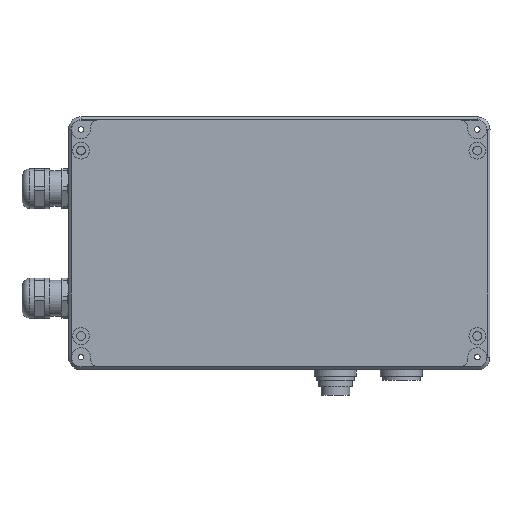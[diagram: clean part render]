
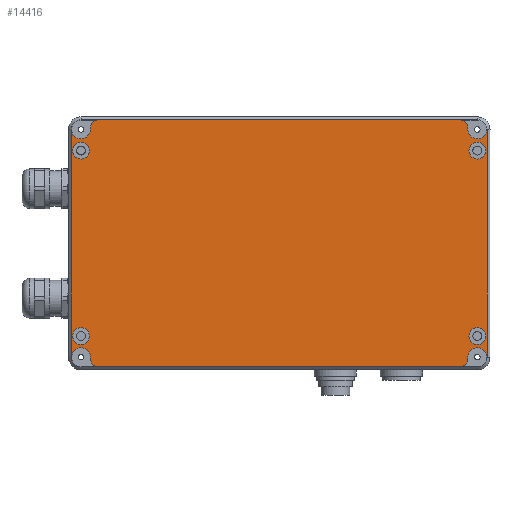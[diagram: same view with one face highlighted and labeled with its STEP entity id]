
A CAD part, front view. The second image highlights one B-rep face of the part: STEP entity #14416.
In plain terms, the highlighted planar face has unit normal (0, -1, 0).
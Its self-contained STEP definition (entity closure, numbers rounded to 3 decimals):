
#151=PLANE($,#15504);
#751=FACE_BOUND($,#1985,.T.);
#752=FACE_BOUND($,#1986,.T.);
#753=FACE_BOUND($,#1987,.T.);
#754=FACE_BOUND($,#1988,.T.);
#755=FACE_BOUND($,#1989,.T.);
#756=FACE_BOUND($,#1990,.T.);
#757=FACE_BOUND($,#1991,.T.);
#758=FACE_BOUND($,#1992,.T.);
#1005=FACE_OUTER_BOUND($,#1984,.T.);
#1984=EDGE_LOOP($,(#10286,#10287,#10288,#10289,#10290,#10291,#10292,#10293));
#1985=EDGE_LOOP($,(#10294));
#1986=EDGE_LOOP($,(#10295));
#1987=EDGE_LOOP($,(#10296));
#1988=EDGE_LOOP($,(#10297,#10298,#10299));
#1989=EDGE_LOOP($,(#10300,#10301,#10302));
#1990=EDGE_LOOP($,(#10303,#10304,#10305));
#1991=EDGE_LOOP($,(#10306,#10307,#10308));
#1992=EDGE_LOOP($,(#10309));
#3145=LINE($,#22413,#4445);
#3146=LINE($,#22417,#4446);
#3147=LINE($,#22421,#4447);
#3148=LINE($,#22425,#4448);
#3149=LINE($,#22428,#4449);
#3150=LINE($,#22434,#4450);
#3151=LINE($,#22438,#4451);
#3152=LINE($,#22441,#4452);
#4445=VECTOR($,#17678,108.);
#4446=VECTOR($,#17681,188.);
#4447=VECTOR($,#17684,108.);
#4448=VECTOR($,#17687,188.);
#4449=VECTOR($,#17690,7.503);
#4450=VECTOR($,#17695,7.503);
#4451=VECTOR($,#17700,7.503);
#4452=VECTOR($,#17701,7.503);
#5660=CIRCLE($,#15405,4.);
#5662=CIRCLE($,#15408,4.);
#5664=CIRCLE($,#15411,4.);
#5666=CIRCLE($,#15414,4.);
#5676=CIRCLE($,#15429,4.5);
#5678=CIRCLE($,#15432,4.5);
#5725=CIRCLE($,#15505,4.586);
#5726=CIRCLE($,#15506,4.586);
#5727=CIRCLE($,#15507,4.586);
#5728=CIRCLE($,#15508,4.586);
#5729=CIRCLE($,#15509,3.874);
#5730=CIRCLE($,#15510,3.874);
#5731=CIRCLE($,#15511,4.5);
#5732=CIRCLE($,#15512,3.874);
#5733=CIRCLE($,#15513,3.874);
#5734=CIRCLE($,#15514,4.5);
#6443=VERTEX_POINT($,#21882);
#6445=VERTEX_POINT($,#21887);
#6447=VERTEX_POINT($,#21892);
#6449=VERTEX_POINT($,#21897);
#6460=VERTEX_POINT($,#21923);
#6461=VERTEX_POINT($,#21925);
#6464=VERTEX_POINT($,#21932);
#6465=VERTEX_POINT($,#21934);
#6680=VERTEX_POINT($,#22411);
#6681=VERTEX_POINT($,#22412);
#6682=VERTEX_POINT($,#22414);
#6683=VERTEX_POINT($,#22416);
#6684=VERTEX_POINT($,#22418);
#6685=VERTEX_POINT($,#22420);
#6686=VERTEX_POINT($,#22422);
#6687=VERTEX_POINT($,#22424);
#6688=VERTEX_POINT($,#22427);
#6689=VERTEX_POINT($,#22430);
#6690=VERTEX_POINT($,#22431);
#6691=VERTEX_POINT($,#22433);
#6692=VERTEX_POINT($,#22436);
#6693=VERTEX_POINT($,#22439);
#6694=VERTEX_POINT($,#22440);
#6695=VERTEX_POINT($,#22442);
#7892=EDGE_CURVE($,#6443,#6443,#5660,.T.);
#7894=EDGE_CURVE($,#6445,#6445,#5662,.T.);
#7896=EDGE_CURVE($,#6447,#6447,#5664,.T.);
#7898=EDGE_CURVE($,#6449,#6449,#5666,.T.);
#7909=EDGE_CURVE($,#6460,#6461,#5676,.T.);
#7913=EDGE_CURVE($,#6465,#6464,#5678,.T.);
#8149=EDGE_CURVE($,#6680,#6681,#3145,.T.);
#8150=EDGE_CURVE($,#6681,#6682,#5725,.T.);
#8151=EDGE_CURVE($,#6682,#6683,#3146,.T.);
#8152=EDGE_CURVE($,#6683,#6684,#5726,.T.);
#8153=EDGE_CURVE($,#6684,#6685,#3147,.T.);
#8154=EDGE_CURVE($,#6685,#6686,#5727,.T.);
#8155=EDGE_CURVE($,#6686,#6687,#3148,.T.);
#8156=EDGE_CURVE($,#6687,#6680,#5728,.T.);
#8157=EDGE_CURVE($,#6464,#6688,#3149,.T.);
#8158=EDGE_CURVE($,#6688,#6465,#5729,.T.);
#8159=EDGE_CURVE($,#6689,#6690,#5730,.T.);
#8160=EDGE_CURVE($,#6691,#6689,#3150,.T.);
#8161=EDGE_CURVE($,#6690,#6691,#5731,.T.);
#8162=EDGE_CURVE($,#6692,#6460,#5732,.T.);
#8163=EDGE_CURVE($,#6461,#6692,#3151,.T.);
#8164=EDGE_CURVE($,#6693,#6694,#3152,.T.);
#8165=EDGE_CURVE($,#6694,#6695,#5733,.T.);
#8166=EDGE_CURVE($,#6695,#6693,#5734,.T.);
#10286=ORIENTED_EDGE($,*,*,#8149,.T.);
#10287=ORIENTED_EDGE($,*,*,#8150,.T.);
#10288=ORIENTED_EDGE($,*,*,#8151,.T.);
#10289=ORIENTED_EDGE($,*,*,#8152,.T.);
#10290=ORIENTED_EDGE($,*,*,#8153,.T.);
#10291=ORIENTED_EDGE($,*,*,#8154,.T.);
#10292=ORIENTED_EDGE($,*,*,#8155,.T.);
#10293=ORIENTED_EDGE($,*,*,#8156,.T.);
#10294=ORIENTED_EDGE($,*,*,#7894,.F.);
#10295=ORIENTED_EDGE($,*,*,#7896,.T.);
#10296=ORIENTED_EDGE($,*,*,#7898,.T.);
#10297=ORIENTED_EDGE($,*,*,#8157,.T.);
#10298=ORIENTED_EDGE($,*,*,#8158,.T.);
#10299=ORIENTED_EDGE($,*,*,#7913,.T.);
#10300=ORIENTED_EDGE($,*,*,#8159,.F.);
#10301=ORIENTED_EDGE($,*,*,#8160,.F.);
#10302=ORIENTED_EDGE($,*,*,#8161,.F.);
#10303=ORIENTED_EDGE($,*,*,#8162,.F.);
#10304=ORIENTED_EDGE($,*,*,#8163,.F.);
#10305=ORIENTED_EDGE($,*,*,#7909,.F.);
#10306=ORIENTED_EDGE($,*,*,#8164,.T.);
#10307=ORIENTED_EDGE($,*,*,#8165,.T.);
#10308=ORIENTED_EDGE($,*,*,#8166,.T.);
#10309=ORIENTED_EDGE($,*,*,#7892,.F.);
#14416=ADVANCED_FACE($,(#1005,#751,#752,#753,#754,#755,#756,#757,#758),
#151,.F.);
#15405=AXIS2_PLACEMENT_3D($,#21883,#17286,#17287);
#15408=AXIS2_PLACEMENT_3D($,#21888,#17292,#17293);
#15411=AXIS2_PLACEMENT_3D($,#21893,#17298,#17299);
#15414=AXIS2_PLACEMENT_3D($,#21898,#17304,#17305);
#15429=AXIS2_PLACEMENT_3D($,#21926,#17335,#17336);
#15432=AXIS2_PLACEMENT_3D($,#21935,#17343,#17344);
#15504=AXIS2_PLACEMENT_3D($,#22410,#17676,#17677);
#15505=AXIS2_PLACEMENT_3D($,#22415,#17679,#17680);
#15506=AXIS2_PLACEMENT_3D($,#22419,#17682,#17683);
#15507=AXIS2_PLACEMENT_3D($,#22423,#17685,#17686);
#15508=AXIS2_PLACEMENT_3D($,#22426,#17688,#17689);
#15509=AXIS2_PLACEMENT_3D($,#22429,#17691,#17692);
#15510=AXIS2_PLACEMENT_3D($,#22432,#17693,#17694);
#15511=AXIS2_PLACEMENT_3D($,#22435,#17696,#17697);
#15512=AXIS2_PLACEMENT_3D($,#22437,#17698,#17699);
#15513=AXIS2_PLACEMENT_3D($,#22443,#17702,#17703);
#15514=AXIS2_PLACEMENT_3D($,#22444,#17704,#17705);
#17286=DIRECTION('center_axis',(0.,-1.,0.));
#17287=DIRECTION('ref_axis',(0.,0.,1.));
#17292=DIRECTION('center_axis',(0.,-1.,0.));
#17293=DIRECTION('ref_axis',(0.,0.,1.));
#17298=DIRECTION('center_axis',(0.,1.,0.));
#17299=DIRECTION('ref_axis',(0.,0.,1.));
#17304=DIRECTION('center_axis',(0.,1.,0.));
#17305=DIRECTION('ref_axis',(0.,0.,1.));
#17335=DIRECTION('center_axis',(0.,-1.,0.));
#17336=DIRECTION('ref_axis',(0.,0.,1.));
#17343=DIRECTION('center_axis',(0.,1.,0.));
#17344=DIRECTION('ref_axis',(0.,0.,1.));
#17676=DIRECTION('center_axis',(0.,1.,0.));
#17677=DIRECTION('ref_axis',(1.,0.,0.));
#17678=DIRECTION($,(0.,0.,1.));
#17679=DIRECTION('center_axis',(0.,-1.,0.));
#17680=DIRECTION('ref_axis',(0.,0.,1.));
#17681=DIRECTION($,(-1.,0.,0.));
#17682=DIRECTION('center_axis',(0.,-1.,0.));
#17683=DIRECTION('ref_axis',(0.,0.,1.));
#17684=DIRECTION($,(0.,0.,-1.));
#17685=DIRECTION('center_axis',(0.,-1.,0.));
#17686=DIRECTION('ref_axis',(0.,0.,1.));
#17687=DIRECTION($,(1.,0.,0.));
#17688=DIRECTION('center_axis',(0.,-1.,0.));
#17689=DIRECTION('ref_axis',(0.,0.,1.));
#17690=DIRECTION($,(1.,0.,0.));
#17691=DIRECTION('center_axis',(0.,-1.,0.));
#17692=DIRECTION('ref_axis',(0.,0.,1.));
#17693=DIRECTION('center_axis',(0.,1.,0.));
#17694=DIRECTION('ref_axis',(0.,0.,-1.));
#17695=DIRECTION($,(1.,0.,0.));
#17696=DIRECTION('center_axis',(0.,-1.,0.));
#17697=DIRECTION('ref_axis',(0.,0.,-1.));
#17698=DIRECTION('center_axis',(0.,1.,0.));
#17699=DIRECTION('ref_axis',(0.,0.,1.));
#17700=DIRECTION($,(-1.,0.,0.));
#17701=DIRECTION($,(-1.,0.,0.));
#17702=DIRECTION('center_axis',(0.,-1.,0.));
#17703=DIRECTION('ref_axis',(0.,0.,-1.));
#17704=DIRECTION('center_axis',(0.,1.,0.));
#17705=DIRECTION('ref_axis',(0.,0.,-1.));
#21882=CARTESIAN_POINT('',(94.,0.,-40.));
#21883=CARTESIAN_POINT('Origin',(94.,0.,-44.));
#21887=CARTESIAN_POINT('',(94.,0.,48.));
#21888=CARTESIAN_POINT('Origin',(94.,0.,44.));
#21892=CARTESIAN_POINT('',(-94.,0.,-40.));
#21893=CARTESIAN_POINT('Origin',(-94.,0.,-44.));
#21897=CARTESIAN_POINT('',(-94.,0.,48.));
#21898=CARTESIAN_POINT('Origin',(-94.,0.,44.));
#21923=CARTESIAN_POINT('',(89.527,0.,54.49));
#21925=CARTESIAN_POINT('',(94.,0.,58.5));
#21926=CARTESIAN_POINT('Origin',(94.,0.,54.));
#21932=CARTESIAN_POINT('',(-94.,0.,58.5));
#21934=CARTESIAN_POINT('',(-89.527,0.,54.49));
#21935=CARTESIAN_POINT('Origin',(-94.,0.,54.));
#22410=CARTESIAN_POINT('Origin',(-94.,0.,54.));
#22411=CARTESIAN_POINT('',(98.586,0.,-54.));
#22412=CARTESIAN_POINT('',(98.586,0.,54.));
#22413=CARTESIAN_POINT($,(98.586,0.,54.));
#22414=CARTESIAN_POINT('',(94.,0.,58.586));
#22415=CARTESIAN_POINT('Origin',(94.,0.,54.));
#22416=CARTESIAN_POINT('',(-94.,0.,58.586));
#22417=CARTESIAN_POINT($,(-94.,0.,58.586));
#22418=CARTESIAN_POINT('',(-98.586,0.,54.));
#22419=CARTESIAN_POINT('Origin',(-94.,0.,54.));
#22420=CARTESIAN_POINT('',(-98.586,0.,-54.));
#22421=CARTESIAN_POINT($,(-98.586,0.,54.));
#22422=CARTESIAN_POINT('',(-94.,0.,-58.586));
#22423=CARTESIAN_POINT('Origin',(-94.,0.,-54.));
#22424=CARTESIAN_POINT('',(94.,0.,-58.586));
#22425=CARTESIAN_POINT($,(-94.,0.,-58.586));
#22426=CARTESIAN_POINT('Origin',(94.,0.,-54.));
#22427=CARTESIAN_POINT('',(-86.497,0.,58.5));
#22428=CARTESIAN_POINT($,(-105.527,0.,58.5));
#22429=CARTESIAN_POINT('Origin',(-85.659,0.,54.718));
#22430=CARTESIAN_POINT('',(-86.497,0.,-58.5));
#22431=CARTESIAN_POINT('',(-89.527,0.,-54.49));
#22432=CARTESIAN_POINT('Origin',(-85.659,0.,-54.718));
#22433=CARTESIAN_POINT('',(-94.,0.,-58.5));
#22434=CARTESIAN_POINT($,(-105.527,0.,-58.5));
#22435=CARTESIAN_POINT('Origin',(-94.,0.,-54.));
#22436=CARTESIAN_POINT('',(86.497,0.,58.5));
#22437=CARTESIAN_POINT('Origin',(85.659,0.,54.718));
#22438=CARTESIAN_POINT($,(105.527,0.,58.5));
#22439=CARTESIAN_POINT('',(94.,0.,-58.5));
#22440=CARTESIAN_POINT('',(86.497,0.,-58.5));
#22441=CARTESIAN_POINT($,(105.527,0.,-58.5));
#22442=CARTESIAN_POINT('',(89.527,0.,-54.49));
#22443=CARTESIAN_POINT('Origin',(85.659,0.,-54.718));
#22444=CARTESIAN_POINT('Origin',(94.,0.,-54.));
